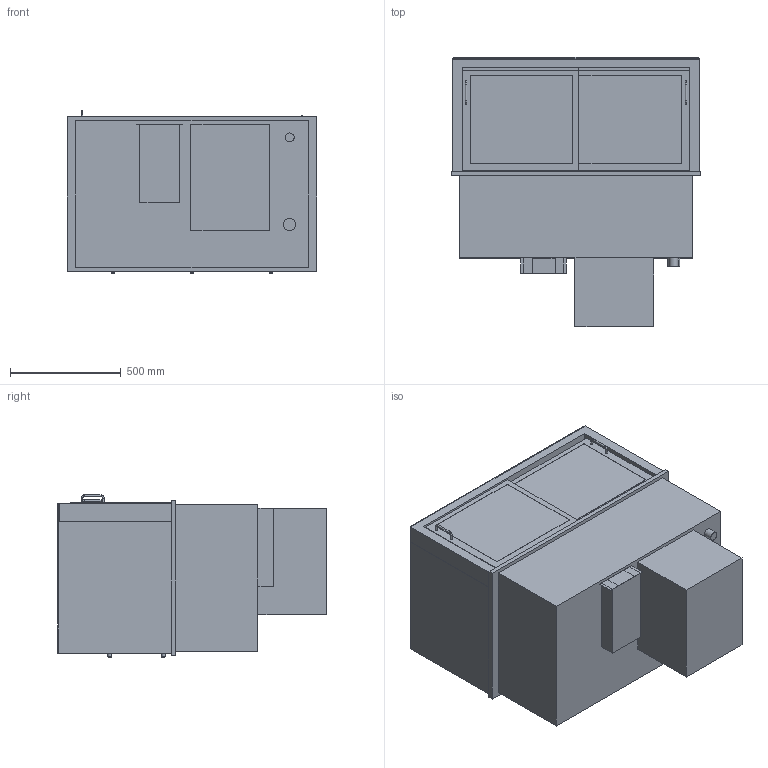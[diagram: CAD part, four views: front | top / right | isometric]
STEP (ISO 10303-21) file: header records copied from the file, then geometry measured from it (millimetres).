
FILE_DESCRIPTION(/* description */ ('vereinfachtes Modell'),/* implementation_level */ '2;1');
FILE_NAME(/* name */ '3D-AKE-00007477.stp',/* time_stamp */ '2025-01-16T09:08:01+01:00',/* author */ ('marina.schachner'),/* organization */ (''),/* preprocessor_version */ 'ST-DEVELOPER v20',/* originating_system */ 'Autodesk Inventor 2024',/* authorisation */ '');
FILE_SCHEMA (('AUTOMOTIVE_DESIGN { 1 0 10303 214 3 1 1 }','PROCESS_PLANNING_SCHEMA'));
Length unit declared in the file: millimetre
Products named in the file (1): 3D-AKE-00007477
Bounding box: 1125 x 1214 x 731 mm (x, y, z)
Volume: 173161943.9 mm3; surface area: 15322455.9 mm2
Topology: 48 solids, 48 shells, 371 faces, 816 edges, 544 vertices
Faces by surface type: plane 307, cylinder 54, cone 6, torus 4
Full cylindrical faces by diameter (mm): 8 x6, 15 x6, 40 x1, 55 x1
Entity records: 10115 total; most frequent: CARTESIAN_POINT 1732, DIRECTION 1692, ORIENTED_EDGE 1632, EDGE_CURVE 816, LINE 684, VECTOR 684, VERTEX_POINT 544, AXIS2_PLACEMENT_3D 504
